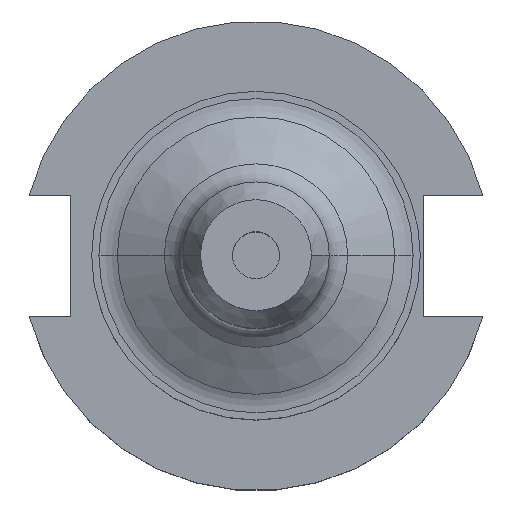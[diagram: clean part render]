
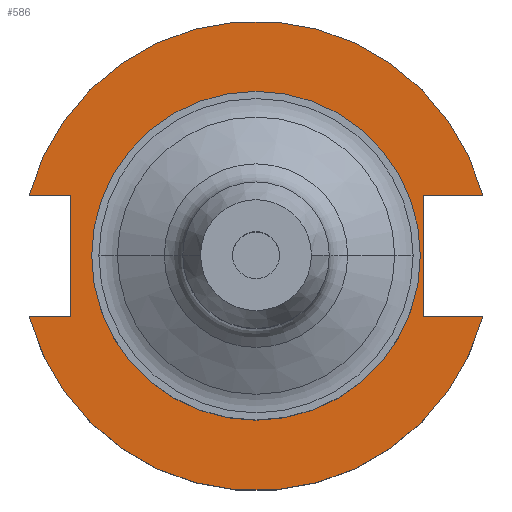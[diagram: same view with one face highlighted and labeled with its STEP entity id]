
A CAD part, top view. The second image highlights one B-rep face of the part: STEP entity #586.
In plain terms, the highlighted planar face has unit normal (0, 0, 1).
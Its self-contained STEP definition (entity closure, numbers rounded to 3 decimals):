
#4 = CARTESIAN_POINT ( 'NONE',  ( 22.606, -8.191, 19.05 ) ) ;
#46 = CARTESIAN_POINT ( 'NONE',  ( 0., 0., 19.05 ) ) ;
#69 = AXIS2_PLACEMENT_3D ( 'NONE', #1066, #127, #932 ) ;
#75 = DIRECTION ( 'NONE',  ( 0., 0., -1. ) ) ;
#76 = DIRECTION ( 'NONE',  ( 0., 0., 1. ) ) ;
#108 = VECTOR ( 'NONE', #547, 1000. ) ;
#110 = LINE ( 'NONE', #410, #1470 ) ;
#127 = DIRECTION ( 'NONE',  ( 0., 0., 1. ) ) ;
#161 = CARTESIAN_POINT ( 'NONE',  ( -61.091, -8.191, 19.05 ) ) ;
#163 = CARTESIAN_POINT ( 'NONE',  ( 0., 0., 19.05 ) ) ;
#188 = ORIENTED_EDGE ( 'NONE', *, *, #1222, .F. ) ;
#226 = EDGE_CURVE ( 'NONE', #893, #935, #569, .T. ) ;
#231 = CARTESIAN_POINT ( 'NONE',  ( -30.675, 8.191, 19.05 ) ) ;
#235 = ORIENTED_EDGE ( 'NONE', *, *, #850, .T. ) ;
#240 = VERTEX_POINT ( 'NONE', #794 ) ;
#264 = EDGE_CURVE ( 'NONE', #670, #1447, #1451, .T. ) ;
#267 = DIRECTION ( 'NONE',  ( 1., 0., 0. ) ) ;
#308 = ORIENTED_EDGE ( 'NONE', *, *, #1528, .F. ) ;
#312 = CARTESIAN_POINT ( 'NONE',  ( -22.225, 0., 19.05 ) ) ;
#317 = VERTEX_POINT ( 'NONE', #798 ) ;
#329 = AXIS2_PLACEMENT_3D ( 'NONE', #46, #1141, #568 ) ;
#358 = DIRECTION ( 'NONE',  ( 0., -1., 0. ) ) ;
#385 = CIRCLE ( 'NONE', #1245, 22.225 ) ;
#403 = LINE ( 'NONE', #461, #1416 ) ;
#410 = CARTESIAN_POINT ( 'NONE',  ( 22.606, 22.225, 19.05 ) ) ;
#427 = EDGE_LOOP ( 'NONE', ( #802, #308, #773, #1433, #1584, #188, #1590, #235 ) ) ;
#461 = CARTESIAN_POINT ( 'NONE',  ( 0., -8.191, 19.05 ) ) ;
#479 = VERTEX_POINT ( 'NONE', #590 ) ;
#497 = CARTESIAN_POINT ( 'NONE',  ( 30.675, 8.191, 19.05 ) ) ;
#519 = EDGE_CURVE ( 'NONE', #1152, #479, #1115, .T. ) ;
#525 = EDGE_CURVE ( 'NONE', #754, #479, #403, .T. ) ;
#547 = DIRECTION ( 'NONE',  ( -1., 0., 0. ) ) ;
#557 = LINE ( 'NONE', #161, #919 ) ;
#559 = LINE ( 'NONE', #1407, #1561 ) ;
#568 = DIRECTION ( 'NONE',  ( 1., 0., 0. ) ) ;
#569 = CIRCLE ( 'NONE', #69, 31.75 ) ;
#586 = ADVANCED_FACE ( 'NONE', ( #1633, #668 ), #683, .F. ) ;
#590 = CARTESIAN_POINT ( 'NONE',  ( 30.675, -8.191, 19.05 ) ) ;
#647 = VECTOR ( 'NONE', #358, 1000. ) ;
#668 = FACE_OUTER_BOUND ( 'NONE', #427, .T. ) ;
#670 = VERTEX_POINT ( 'NONE', #312 ) ;
#681 = EDGE_CURVE ( 'NONE', #754, #240, #110, .T. ) ;
#683 = PLANE ( 'NONE',  #1040 ) ;
#694 = AXIS2_PLACEMENT_3D ( 'NONE', #1061, #76, #267 ) ;
#722 = CARTESIAN_POINT ( 'NONE',  ( -25.091, 8.191, 19.05 ) ) ;
#725 = EDGE_CURVE ( 'NONE', #1447, #670, #385, .T. ) ;
#738 = ORIENTED_EDGE ( 'NONE', *, *, #264, .F. ) ;
#754 = VERTEX_POINT ( 'NONE', #4 ) ;
#773 = ORIENTED_EDGE ( 'NONE', *, *, #519, .T. ) ;
#792 = EDGE_CURVE ( 'NONE', #1357, #317, #1656, .T. ) ;
#794 = CARTESIAN_POINT ( 'NONE',  ( 22.606, 8.191, 19.05 ) ) ;
#798 = CARTESIAN_POINT ( 'NONE',  ( -25.091, -8.191, 19.05 ) ) ;
#799 = DIRECTION ( 'NONE',  ( 0., 0., 1. ) ) ;
#802 = ORIENTED_EDGE ( 'NONE', *, *, #792, .T. ) ;
#832 = EDGE_LOOP ( 'NONE', ( #961, #738 ) ) ;
#850 = EDGE_CURVE ( 'NONE', #935, #1357, #559, .T. ) ;
#893 = VERTEX_POINT ( 'NONE', #497 ) ;
#911 = DIRECTION ( 'NONE',  ( 1., 0., 0. ) ) ;
#919 = VECTOR ( 'NONE', #1602, 1000. ) ;
#928 = DIRECTION ( 'NONE',  ( 1., 0., 0. ) ) ;
#932 = DIRECTION ( 'NONE',  ( 1., 0., 0. ) ) ;
#935 = VERTEX_POINT ( 'NONE', #231 ) ;
#961 = ORIENTED_EDGE ( 'NONE', *, *, #725, .F. ) ;
#973 = CARTESIAN_POINT ( 'NONE',  ( 22.225, 0., 19.05 ) ) ;
#1040 = AXIS2_PLACEMENT_3D ( 'NONE', #1512, #75, #1494 ) ;
#1061 = CARTESIAN_POINT ( 'NONE',  ( 0., 0., 19.05 ) ) ;
#1066 = CARTESIAN_POINT ( 'NONE',  ( 0., 0., 19.05 ) ) ;
#1095 = LINE ( 'NONE', #1476, #108 ) ;
#1115 = CIRCLE ( 'NONE', #329, 31.75 ) ;
#1141 = DIRECTION ( 'NONE',  ( 0., 0., 1. ) ) ;
#1152 = VERTEX_POINT ( 'NONE', #1301 ) ;
#1222 = EDGE_CURVE ( 'NONE', #893, #240, #1095, .T. ) ;
#1245 = AXIS2_PLACEMENT_3D ( 'NONE', #163, #799, #928 ) ;
#1301 = CARTESIAN_POINT ( 'NONE',  ( -30.675, -8.191, 19.05 ) ) ;
#1328 = DIRECTION ( 'NONE',  ( 0., 1., 0. ) ) ;
#1357 = VERTEX_POINT ( 'NONE', #722 ) ;
#1398 = DIRECTION ( 'NONE',  ( 1., 0., 0. ) ) ;
#1407 = CARTESIAN_POINT ( 'NONE',  ( -61.091, 8.191, 19.05 ) ) ;
#1416 = VECTOR ( 'NONE', #1398, 1000. ) ;
#1433 = ORIENTED_EDGE ( 'NONE', *, *, #525, .F. ) ;
#1447 = VERTEX_POINT ( 'NONE', #973 ) ;
#1451 = CIRCLE ( 'NONE', #694, 22.225 ) ;
#1470 = VECTOR ( 'NONE', #1328, 1000. ) ;
#1476 = CARTESIAN_POINT ( 'NONE',  ( 0., 8.191, 19.05 ) ) ;
#1494 = DIRECTION ( 'NONE',  ( -1., 0., 0. ) ) ;
#1512 = CARTESIAN_POINT ( 'NONE',  ( 0., 22.225, 19.05 ) ) ;
#1527 = CARTESIAN_POINT ( 'NONE',  ( -25.091, 8.191, 19.05 ) ) ;
#1528 = EDGE_CURVE ( 'NONE', #1152, #317, #557, .T. ) ;
#1561 = VECTOR ( 'NONE', #911, 1000. ) ;
#1584 = ORIENTED_EDGE ( 'NONE', *, *, #681, .T. ) ;
#1590 = ORIENTED_EDGE ( 'NONE', *, *, #226, .T. ) ;
#1602 = DIRECTION ( 'NONE',  ( 1., 0., 0. ) ) ;
#1633 = FACE_BOUND ( 'NONE', #832, .T. ) ;
#1656 = LINE ( 'NONE', #1527, #647 ) ;
